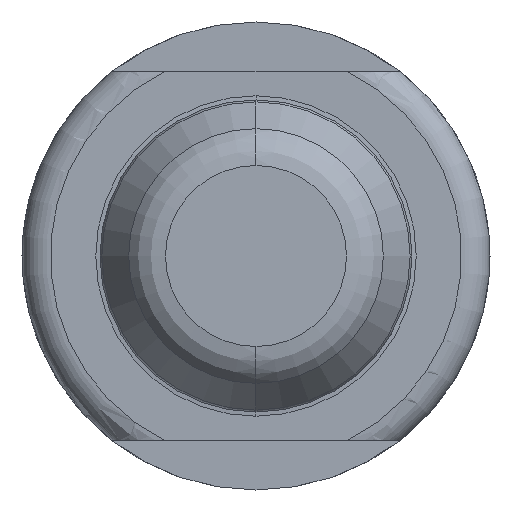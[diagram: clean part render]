
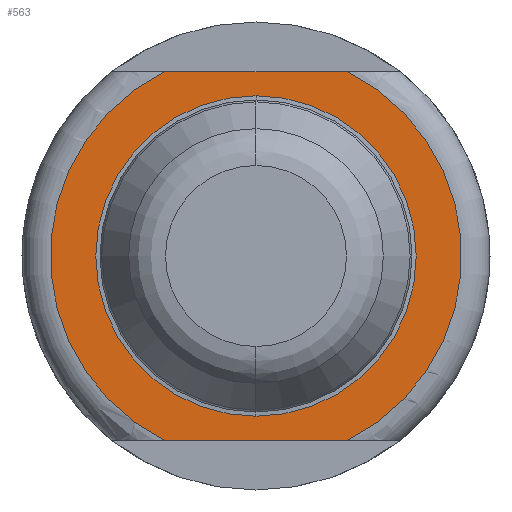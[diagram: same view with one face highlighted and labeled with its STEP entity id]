
A CAD part, left-side view. The second image highlights one B-rep face of the part: STEP entity #563.
In plain terms, the highlighted planar face has unit normal (-1, 0, 0).
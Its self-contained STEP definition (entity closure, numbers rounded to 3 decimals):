
#54 = CARTESIAN_POINT ( 'NONE',  ( 18., 0., 0. ) ) ;
#69 = VERTEX_POINT ( 'NONE', #2241 ) ;
#70 = DIRECTION ( 'NONE',  ( 0., -1., 0. ) ) ;
#86 = VECTOR ( 'NONE', #70, 1000. ) ;
#124 = VERTEX_POINT ( 'NONE', #2618 ) ;
#153 = ORIENTED_EDGE ( 'NONE', *, *, #2800, .T. ) ;
#228 = AXIS2_PLACEMENT_3D ( 'NONE', #1735, #2044, #273 ) ;
#273 = DIRECTION ( 'NONE',  ( 0., 0., -1. ) ) ;
#343 = CIRCLE ( 'NONE', #3754, 5.65 ) ;
#406 = CARTESIAN_POINT ( 'NONE',  ( 18., 0., 0. ) ) ;
#545 = ORIENTED_EDGE ( 'NONE', *, *, #2346, .F. ) ;
#563 = ADVANCED_FACE ( 'NONE', ( #1426, #853 ), #2613, .F. ) ;
#586 = AXIS2_PLACEMENT_3D ( 'NONE', #406, #760, #1963 ) ;
#760 = DIRECTION ( 'NONE',  ( -1., 0., 0. ) ) ;
#814 = CARTESIAN_POINT ( 'NONE',  ( 18., 0., 0. ) ) ;
#853 = FACE_OUTER_BOUND ( 'NONE', #2369, .T. ) ;
#886 = DIRECTION ( 'NONE',  ( 0., 0., 1. ) ) ;
#918 = DIRECTION ( 'NONE',  ( 0., 1., 0. ) ) ;
#947 = VERTEX_POINT ( 'NONE', #2100 ) ;
#1274 = CARTESIAN_POINT ( 'NONE',  ( 18., 0., 5.65 ) ) ;
#1333 = CIRCLE ( 'NONE', #586, 7.25 ) ;
#1426 = FACE_BOUND ( 'NONE', #1446, .T. ) ;
#1446 = EDGE_LOOP ( 'NONE', ( #2129, #545 ) ) ;
#1452 = VERTEX_POINT ( 'NONE', #2710 ) ;
#1535 = EDGE_CURVE ( 'NONE', #947, #3772, #1636, .T. ) ;
#1536 = CARTESIAN_POINT ( 'NONE',  ( 18., -3.211, 6.5 ) ) ;
#1627 = VERTEX_POINT ( 'NONE', #1274 ) ;
#1636 = CIRCLE ( 'NONE', #3814, 7.25 ) ;
#1698 = DIRECTION ( 'NONE',  ( -1., 0., 0. ) ) ;
#1735 = CARTESIAN_POINT ( 'NONE',  ( 18., 5.65, 0. ) ) ;
#1963 = DIRECTION ( 'NONE',  ( 0., 0., -1. ) ) ;
#1969 = DIRECTION ( 'NONE',  ( 0., 0., -1. ) ) ;
#1991 = EDGE_CURVE ( 'NONE', #1627, #69, #343, .T. ) ;
#2019 = AXIS2_PLACEMENT_3D ( 'NONE', #814, #1698, #886 ) ;
#2044 = DIRECTION ( 'NONE',  ( 1., 0., 0. ) ) ;
#2076 = CIRCLE ( 'NONE', #2019, 5.65 ) ;
#2100 = CARTESIAN_POINT ( 'NONE',  ( 18., -3.211, -6.5 ) ) ;
#2129 = ORIENTED_EDGE ( 'NONE', *, *, #1991, .F. ) ;
#2241 = CARTESIAN_POINT ( 'NONE',  ( 18., 0., -5.65 ) ) ;
#2346 = EDGE_CURVE ( 'NONE', #69, #1627, #2076, .T. ) ;
#2354 = CARTESIAN_POINT ( 'NONE',  ( 18., 10., 6.5 ) ) ;
#2369 = EDGE_LOOP ( 'NONE', ( #153, #3189, #2654, #3009 ) ) ;
#2384 = LINE ( 'NONE', #2354, #3758 ) ;
#2504 = DIRECTION ( 'NONE',  ( -1., 0., 0. ) ) ;
#2613 = PLANE ( 'NONE',  #228 ) ;
#2618 = CARTESIAN_POINT ( 'NONE',  ( 18., 3.211, 6.5 ) ) ;
#2654 = ORIENTED_EDGE ( 'NONE', *, *, #3721, .T. ) ;
#2710 = CARTESIAN_POINT ( 'NONE',  ( 18., 3.211, -6.5 ) ) ;
#2800 = EDGE_CURVE ( 'NONE', #3772, #124, #2384, .T. ) ;
#2803 = DIRECTION ( 'NONE',  ( 0., 0., 1. ) ) ;
#3009 = ORIENTED_EDGE ( 'NONE', *, *, #1535, .T. ) ;
#3152 = DIRECTION ( 'NONE',  ( -1., 0., 0. ) ) ;
#3189 = ORIENTED_EDGE ( 'NONE', *, *, #3816, .T. ) ;
#3628 = CARTESIAN_POINT ( 'NONE',  ( 18., 10., -6.5 ) ) ;
#3709 = LINE ( 'NONE', #3628, #86 ) ;
#3721 = EDGE_CURVE ( 'NONE', #1452, #947, #3709, .T. ) ;
#3754 = AXIS2_PLACEMENT_3D ( 'NONE', #54, #2504, #2803 ) ;
#3758 = VECTOR ( 'NONE', #918, 1000. ) ;
#3772 = VERTEX_POINT ( 'NONE', #1536 ) ;
#3775 = CARTESIAN_POINT ( 'NONE',  ( 18., 0., 0. ) ) ;
#3814 = AXIS2_PLACEMENT_3D ( 'NONE', #3775, #3152, #1969 ) ;
#3816 = EDGE_CURVE ( 'NONE', #124, #1452, #1333, .T. ) ;
